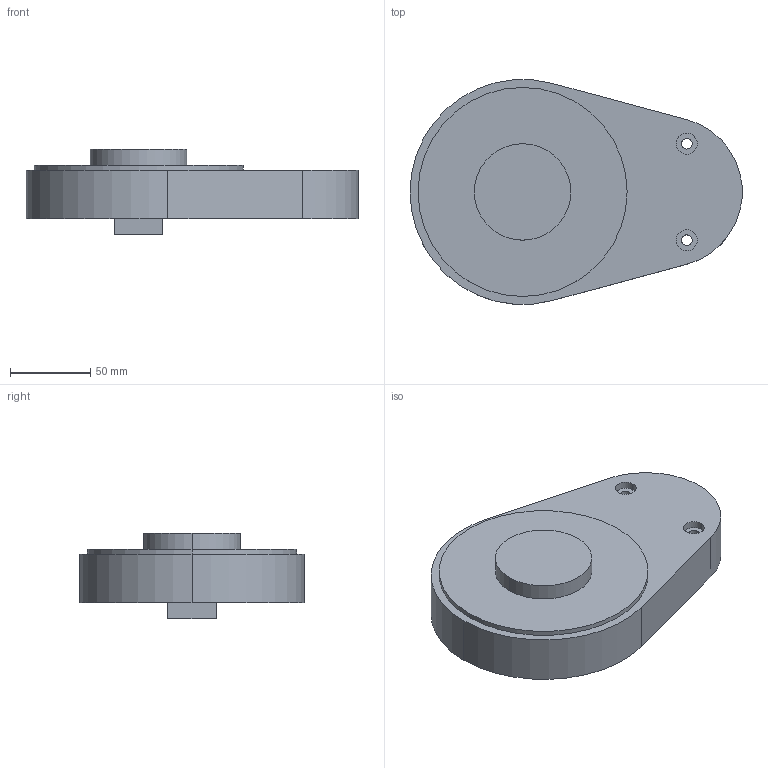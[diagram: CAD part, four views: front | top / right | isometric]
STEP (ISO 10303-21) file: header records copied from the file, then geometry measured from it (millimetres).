
FILE_DESCRIPTION (( 'STEP AP203' ), '1' );
FILE_NAME ('Servo Cap 2_Default_sldprt.STEP', '2024-10-03T12:10:15', ( '' ), ( '' ), 'SwSTEP 2.0', 'SolidWorks 2023', '' );
FILE_SCHEMA (( 'CONFIG_CONTROL_DESIGN' ));
Length unit declared in the file: millimetre
Products named in the file (1): Servo Cap 2_Default_sldprt
Bounding box: 206.43 x 139.65 x 53 mm (x, y, z)
Volume: 732911.4 mm3; surface area: 66093.9 mm2
Topology: 1 solids, 1 shells, 28 faces, 63 edges, 42 vertices
Faces by surface type: cylinder 15, plane 13
Entity records: 882 total; most frequent: DIRECTION 151, CARTESIAN_POINT 134, ORIENTED_EDGE 126, EDGE_CURVE 63, AXIS2_PLACEMENT_3D 59, VERTEX_POINT 42, EDGE_LOOP 37, LINE 33
